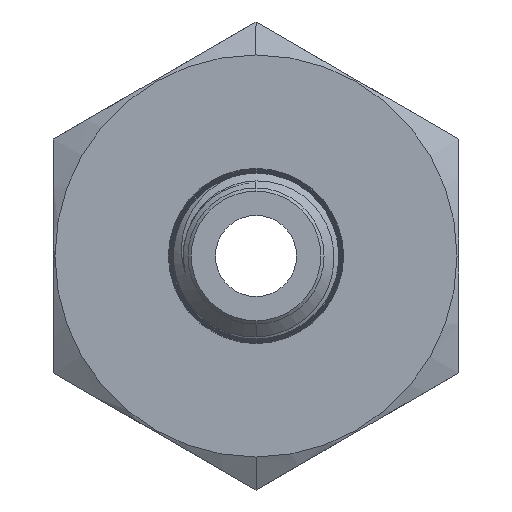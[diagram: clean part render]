
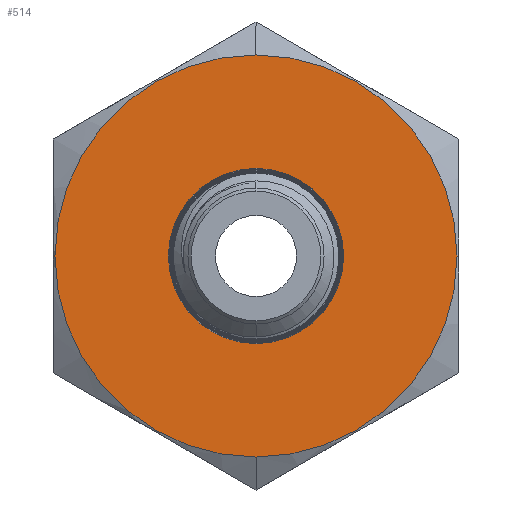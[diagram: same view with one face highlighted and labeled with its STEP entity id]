
A CAD part, left-side view. The second image highlights one B-rep face of the part: STEP entity #514.
In plain terms, the highlighted planar face has unit normal (-1, 0, 0).
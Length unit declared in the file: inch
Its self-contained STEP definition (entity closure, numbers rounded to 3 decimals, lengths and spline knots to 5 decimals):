
#438 = CARTESIAN_POINT ( 'NONE',  ( -1.68, 0., 0. ) ) ;
#514 = ADVANCED_FACE ( 'NONE', ( #5018, #16060 ), #11081, .T. ) ;
#1992 = EDGE_CURVE ( 'NONE', #14129, #5346, #7328, .T. ) ;
#2637 = DIRECTION ( 'NONE',  ( -1., 0., 0. ) ) ;
#3522 = ORIENTED_EDGE ( 'NONE', *, *, #15895, .T. ) ;
#4187 = AXIS2_PLACEMENT_3D ( 'NONE', #13611, #2637, #12273 ) ;
#4242 = EDGE_LOOP ( 'NONE', ( #11579, #15383 ) ) ;
#4295 = DIRECTION ( 'NONE',  ( -1., 0., 0. ) ) ;
#4354 = VERTEX_POINT ( 'NONE', #15063 ) ;
#5018 = FACE_BOUND ( 'NONE', #4242, .T. ) ;
#5346 = VERTEX_POINT ( 'NONE', #8891 ) ;
#5401 = DIRECTION ( 'NONE',  ( -1., 0., 0. ) ) ;
#5660 = CARTESIAN_POINT ( 'NONE',  ( -1.68, 0., 0.27 ) ) ;
#5736 = CARTESIAN_POINT ( 'NONE',  ( -1.68, 0., -0.62 ) ) ;
#6046 = CARTESIAN_POINT ( 'NONE',  ( -1.68, 0., 0. ) ) ;
#7328 = CIRCLE ( 'NONE', #12455, 0.27 ) ;
#7466 = DIRECTION ( 'NONE',  ( -1., 0., 0. ) ) ;
#7839 = EDGE_CURVE ( 'NONE', #5346, #14129, #9062, .T. ) ;
#7926 = DIRECTION ( 'NONE',  ( 0., 0., 1. ) ) ;
#8656 = DIRECTION ( 'NONE',  ( -1., 0., 0. ) ) ;
#8891 = CARTESIAN_POINT ( 'NONE',  ( -1.68, 0., -0.27 ) ) ;
#9062 = CIRCLE ( 'NONE', #12875, 0.27 ) ;
#10169 = VERTEX_POINT ( 'NONE', #5736 ) ;
#10257 = ORIENTED_EDGE ( 'NONE', *, *, #14892, .T. ) ;
#11081 = PLANE ( 'NONE',  #4187 ) ;
#11517 = DIRECTION ( 'NONE',  ( 0., 0., 1. ) ) ;
#11579 = ORIENTED_EDGE ( 'NONE', *, *, #1992, .F. ) ;
#12273 = DIRECTION ( 'NONE',  ( 0., 0., 1. ) ) ;
#12455 = AXIS2_PLACEMENT_3D ( 'NONE', #14779, #7466, #11517 ) ;
#12692 = DIRECTION ( 'NONE',  ( 0., 0., 1. ) ) ;
#12821 = CARTESIAN_POINT ( 'NONE',  ( -1.68, 0., 0. ) ) ;
#12875 = AXIS2_PLACEMENT_3D ( 'NONE', #12821, #4295, #7926 ) ;
#13004 = AXIS2_PLACEMENT_3D ( 'NONE', #6046, #8656, #13513 ) ;
#13421 = CIRCLE ( 'NONE', #14705, 0.62 ) ;
#13513 = DIRECTION ( 'NONE',  ( 0., 0., 1. ) ) ;
#13611 = CARTESIAN_POINT ( 'NONE',  ( -1.68, 0., -0.27 ) ) ;
#14129 = VERTEX_POINT ( 'NONE', #5660 ) ;
#14705 = AXIS2_PLACEMENT_3D ( 'NONE', #438, #5401, #12692 ) ;
#14779 = CARTESIAN_POINT ( 'NONE',  ( -1.68, 0., 0. ) ) ;
#14892 = EDGE_CURVE ( 'NONE', #10169, #4354, #15966, .T. ) ;
#15063 = CARTESIAN_POINT ( 'NONE',  ( -1.68, 0., 0.62 ) ) ;
#15383 = ORIENTED_EDGE ( 'NONE', *, *, #7839, .F. ) ;
#15791 = EDGE_LOOP ( 'NONE', ( #3522, #10257 ) ) ;
#15895 = EDGE_CURVE ( 'NONE', #4354, #10169, #13421, .T. ) ;
#15966 = CIRCLE ( 'NONE', #13004, 0.62 ) ;
#16060 = FACE_OUTER_BOUND ( 'NONE', #15791, .T. ) ;
